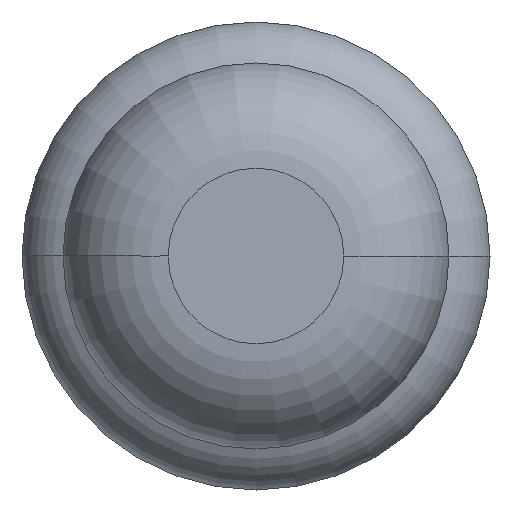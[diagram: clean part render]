
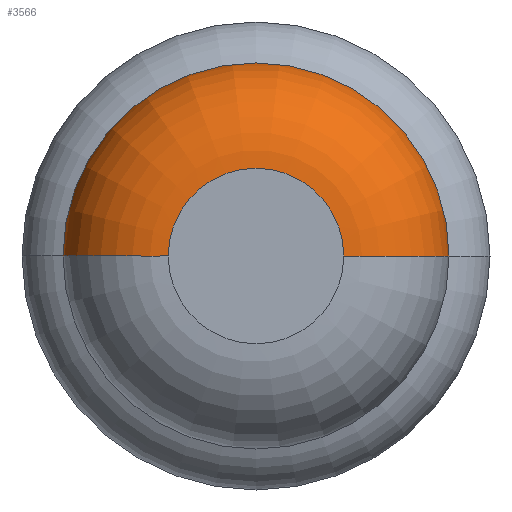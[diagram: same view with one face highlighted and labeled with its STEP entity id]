
A CAD part, front view. The second image highlights one B-rep face of the part: STEP entity #3566.
In plain terms, the highlighted toroidal (fillet/blend) face has major radius 0.375 mm and minor radius 0.45 mm.
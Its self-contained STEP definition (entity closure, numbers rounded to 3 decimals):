
#199 = VERTEX_POINT ( 'NONE', #2052 ) ;
#225 = DIRECTION ( 'NONE',  ( 0., -1., 0. ) ) ;
#543 = CARTESIAN_POINT ( 'NONE',  ( -0.825, -31.55, 0. ) ) ;
#623 = FACE_OUTER_BOUND ( 'NONE', #1016, .T. ) ;
#762 = CIRCLE ( 'NONE', #839, 0.45 ) ;
#839 = AXIS2_PLACEMENT_3D ( 'NONE', #2676, #3548, #931 ) ;
#888 = VERTEX_POINT ( 'NONE', #3685 ) ;
#931 = DIRECTION ( 'NONE',  ( 1., 0., 0. ) ) ;
#1016 = EDGE_LOOP ( 'NONE', ( #3697, #3290, #1454, #1020 ) ) ;
#1020 = ORIENTED_EDGE ( 'NONE', *, *, #2883, .F. ) ;
#1120 = CARTESIAN_POINT ( 'NONE',  ( 0., -31.55, 0. ) ) ;
#1175 = AXIS2_PLACEMENT_3D ( 'NONE', #1838, #2162, #3070 ) ;
#1211 = CARTESIAN_POINT ( 'NONE',  ( -0.375, -32., 0. ) ) ;
#1454 = ORIENTED_EDGE ( 'NONE', *, *, #2710, .F. ) ;
#1815 = AXIS2_PLACEMENT_3D ( 'NONE', #3235, #3534, #3244 ) ;
#1838 = CARTESIAN_POINT ( 'NONE',  ( 0., -32., 0. ) ) ;
#1942 = AXIS2_PLACEMENT_3D ( 'NONE', #2112, #2718, #3010 ) ;
#2052 = CARTESIAN_POINT ( 'NONE',  ( 0.825, -31.55, 0. ) ) ;
#2082 = EDGE_CURVE ( 'NONE', #3133, #3581, #762, .T. ) ;
#2112 = CARTESIAN_POINT ( 'NONE',  ( 0.375, -31.55, 0. ) ) ;
#2162 = DIRECTION ( 'NONE',  ( 0., -1., 0. ) ) ;
#2191 = CIRCLE ( 'NONE', #1942, 0.45 ) ;
#2676 = CARTESIAN_POINT ( 'NONE',  ( -0.375, -31.55, 0. ) ) ;
#2710 = EDGE_CURVE ( 'Defeature ausgef�hrt1_6+Defeature ausgef�hrt1_7+Defeature ausgef�hrt1_7+Defeature ausgef�hrt1_7', #888, #3581, #3456, .T. ) ;
#2718 = DIRECTION ( 'NONE',  ( 0., 0., -1. ) ) ;
#2859 = DIRECTION ( 'NONE',  ( 1., 0., 0. ) ) ;
#2883 = EDGE_CURVE ( 'NONE', #199, #888, #2191, .T. ) ;
#3010 = DIRECTION ( 'NONE',  ( -1., 0., 0. ) ) ;
#3070 = DIRECTION ( 'NONE',  ( 1., 0., 0. ) ) ;
#3129 = TOROIDAL_SURFACE ( 'NONE', #1815, 0.375, 0.45 ) ;
#3133 = VERTEX_POINT ( 'NONE', #543 ) ;
#3235 = CARTESIAN_POINT ( 'NONE',  ( 0., -31.55, 0. ) ) ;
#3244 = DIRECTION ( 'NONE',  ( 1., 0., 0. ) ) ;
#3273 = EDGE_CURVE ( 'Defeature ausgef�hrt1_7+Defeature ausgef�hrt1_8+Defeature ausgef�hrt1_8+Defeature ausgef�hrt1_8', #199, #3133, #3307, .T. ) ;
#3290 = ORIENTED_EDGE ( 'NONE', *, *, #2082, .T. ) ;
#3307 = CIRCLE ( 'NONE', #3718, 0.825 ) ;
#3456 = CIRCLE ( 'NONE', #1175, 0.375 ) ;
#3534 = DIRECTION ( 'NONE',  ( 0., -1., 0. ) ) ;
#3548 = DIRECTION ( 'NONE',  ( 0., 0., 1. ) ) ;
#3566 = ADVANCED_FACE ( 'Defeature ausgef�hrt1_7', ( #623 ), #3129, .T. ) ;
#3581 = VERTEX_POINT ( 'NONE', #1211 ) ;
#3685 = CARTESIAN_POINT ( 'NONE',  ( 0.375, -32., 0. ) ) ;
#3697 = ORIENTED_EDGE ( 'NONE', *, *, #3273, .T. ) ;
#3718 = AXIS2_PLACEMENT_3D ( 'NONE', #1120, #225, #2859 ) ;
